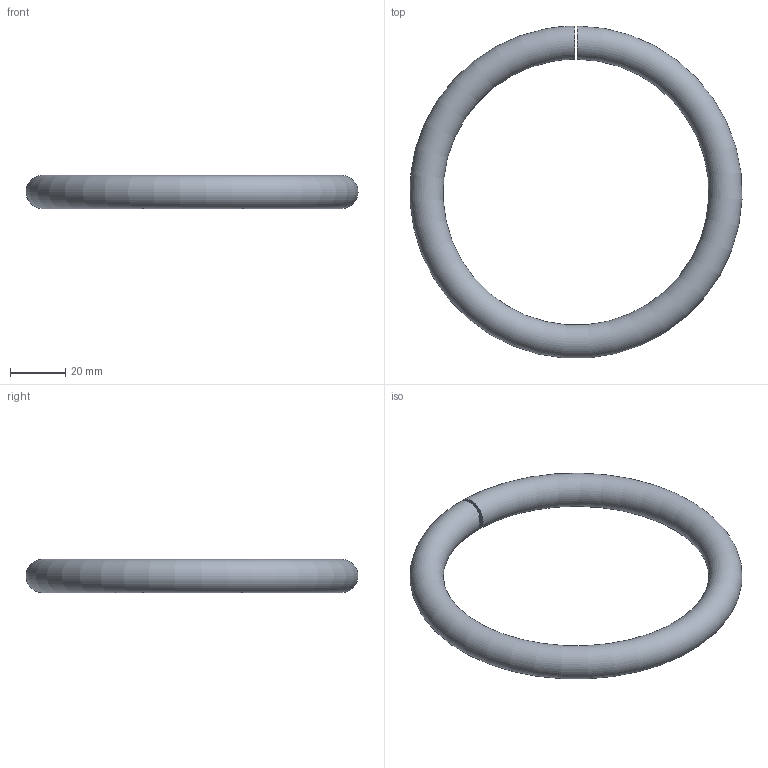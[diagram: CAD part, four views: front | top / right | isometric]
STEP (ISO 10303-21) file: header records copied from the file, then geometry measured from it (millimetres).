
FILE_DESCRIPTION (( 'STEP AP203' ), '1' );
FILE_NAME ('5630-120.step', '2020-05-18T06:55:26', ( '' ), ( '' ), 'SwSTEP 2.0', 'SolidWorks 2015', '' );
FILE_SCHEMA (( 'CONFIG_CONTROL_DESIGN' ));
Length unit declared in the file: millimetre
Products named in the file (1): 5630-120
Bounding box: 119.85 x 119.84 x 12 mm (x, y, z)
Volume: 38262.3 mm3; surface area: 12988.6 mm2
Topology: 1 solids, 1 shells, 98 faces, 282 edges, 188 vertices
Faces by surface type: plane 55, bspline 41, torus 2
Entity records: 5308 total; most frequent: CARTESIAN_POINT 3031, ORIENTED_EDGE 560, DIRECTION 283, EDGE_CURVE 280, VERTEX_POINT 187, LINE 133, VECTOR 133, B_SPLINE_CURVE_WITH_KNOTS 130
